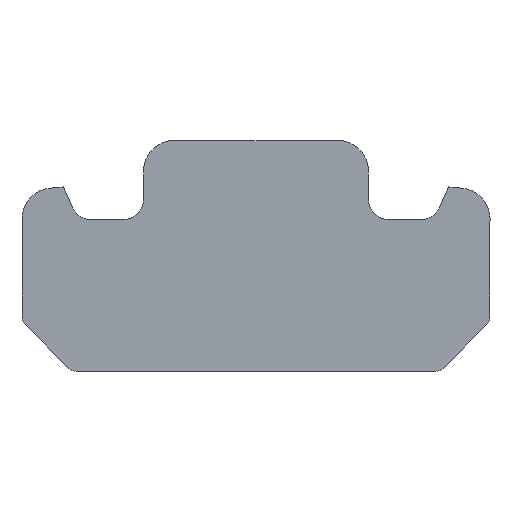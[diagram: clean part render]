
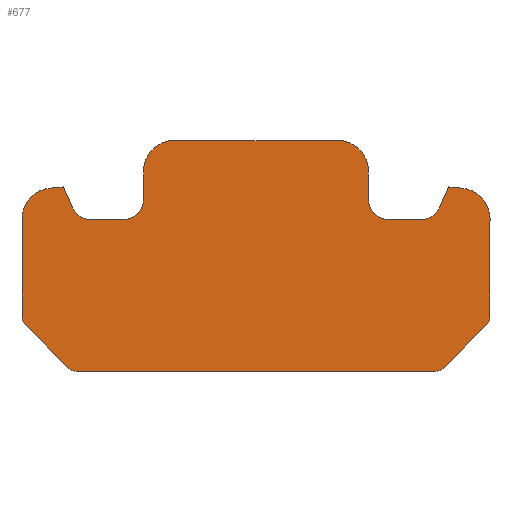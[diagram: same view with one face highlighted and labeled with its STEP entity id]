
A CAD part, front view. The second image highlights one B-rep face of the part: STEP entity #677.
In plain terms, the highlighted planar face has unit normal (0, -1, 0).
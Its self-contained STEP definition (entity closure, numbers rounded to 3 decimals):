
#30=PLANE('',#738);
#54=FACE_OUTER_BOUND('',#90,.T.);
#90=EDGE_LOOP('',(#472,#473,#474,#475,#476,#477,#478,#479,#480,#481,#482,
#483,#484,#485,#486,#487,#488,#489,#490,#491,#492,#493,#494,#495,#496,#497));
#129=LINE('',#1007,#202);
#132=LINE('',#1013,#205);
#133=LINE('',#1015,#206);
#134=LINE('',#1019,#207);
#135=LINE('',#1023,#208);
#136=LINE('',#1027,#209);
#137=LINE('',#1031,#210);
#138=LINE('',#1035,#211);
#139=LINE('',#1039,#212);
#140=LINE('',#1041,#213);
#141=LINE('',#1045,#214);
#142=LINE('',#1049,#215);
#143=LINE('',#1053,#216);
#144=LINE('',#1057,#217);
#202=VECTOR('',#808,10.);
#205=VECTOR('',#813,10.);
#206=VECTOR('',#814,10.);
#207=VECTOR('',#817,10.);
#208=VECTOR('',#820,10.);
#209=VECTOR('',#823,10.);
#210=VECTOR('',#826,10.);
#211=VECTOR('',#829,10.);
#212=VECTOR('',#832,10.);
#213=VECTOR('',#833,10.);
#214=VECTOR('',#836,10.);
#215=VECTOR('',#839,10.);
#216=VECTOR('',#842,10.);
#217=VECTOR('',#845,10.);
#274=CIRCLE('',#736,1.);
#275=CIRCLE('',#739,0.65);
#276=CIRCLE('',#740,0.65);
#277=CIRCLE('',#741,1.);
#278=CIRCLE('',#742,1.);
#279=CIRCLE('',#743,0.65);
#280=CIRCLE('',#744,0.65);
#281=CIRCLE('',#745,1.);
#282=CIRCLE('',#746,0.35);
#283=CIRCLE('',#747,0.35);
#284=CIRCLE('',#748,0.35);
#285=CIRCLE('',#749,0.35);
#301=VERTEX_POINT('',#1000);
#302=VERTEX_POINT('',#1002);
#303=VERTEX_POINT('',#1006);
#305=VERTEX_POINT('',#1012);
#306=VERTEX_POINT('',#1014);
#307=VERTEX_POINT('',#1016);
#308=VERTEX_POINT('',#1018);
#309=VERTEX_POINT('',#1020);
#310=VERTEX_POINT('',#1022);
#311=VERTEX_POINT('',#1024);
#312=VERTEX_POINT('',#1026);
#313=VERTEX_POINT('',#1028);
#314=VERTEX_POINT('',#1030);
#315=VERTEX_POINT('',#1032);
#316=VERTEX_POINT('',#1034);
#317=VERTEX_POINT('',#1036);
#318=VERTEX_POINT('',#1038);
#319=VERTEX_POINT('',#1040);
#320=VERTEX_POINT('',#1042);
#321=VERTEX_POINT('',#1044);
#322=VERTEX_POINT('',#1046);
#323=VERTEX_POINT('',#1048);
#324=VERTEX_POINT('',#1050);
#325=VERTEX_POINT('',#1052);
#326=VERTEX_POINT('',#1054);
#327=VERTEX_POINT('',#1056);
#367=EDGE_CURVE('',#301,#302,#274,.T.);
#369=EDGE_CURVE('',#303,#302,#129,.T.);
#372=EDGE_CURVE('',#301,#305,#132,.T.);
#373=EDGE_CURVE('',#305,#306,#133,.T.);
#374=EDGE_CURVE('',#306,#307,#275,.T.);
#375=EDGE_CURVE('',#307,#308,#134,.T.);
#376=EDGE_CURVE('',#308,#309,#276,.T.);
#377=EDGE_CURVE('',#309,#310,#135,.T.);
#378=EDGE_CURVE('',#311,#310,#277,.T.);
#379=EDGE_CURVE('',#311,#312,#136,.T.);
#380=EDGE_CURVE('',#313,#312,#278,.T.);
#381=EDGE_CURVE('',#313,#314,#137,.T.);
#382=EDGE_CURVE('',#314,#315,#279,.T.);
#383=EDGE_CURVE('',#315,#316,#138,.T.);
#384=EDGE_CURVE('',#316,#317,#280,.T.);
#385=EDGE_CURVE('',#317,#318,#139,.T.);
#386=EDGE_CURVE('',#318,#319,#140,.T.);
#387=EDGE_CURVE('',#320,#319,#281,.T.);
#388=EDGE_CURVE('',#320,#321,#141,.T.);
#389=EDGE_CURVE('',#321,#322,#282,.T.);
#390=EDGE_CURVE('',#322,#323,#142,.T.);
#391=EDGE_CURVE('',#323,#324,#283,.T.);
#392=EDGE_CURVE('',#324,#325,#143,.T.);
#393=EDGE_CURVE('',#325,#326,#284,.T.);
#394=EDGE_CURVE('',#326,#327,#144,.T.);
#395=EDGE_CURVE('',#327,#303,#285,.T.);
#472=ORIENTED_EDGE('',*,*,#367,.F.);
#473=ORIENTED_EDGE('',*,*,#372,.T.);
#474=ORIENTED_EDGE('',*,*,#373,.T.);
#475=ORIENTED_EDGE('',*,*,#374,.T.);
#476=ORIENTED_EDGE('',*,*,#375,.T.);
#477=ORIENTED_EDGE('',*,*,#376,.T.);
#478=ORIENTED_EDGE('',*,*,#377,.T.);
#479=ORIENTED_EDGE('',*,*,#378,.F.);
#480=ORIENTED_EDGE('',*,*,#379,.T.);
#481=ORIENTED_EDGE('',*,*,#380,.F.);
#482=ORIENTED_EDGE('',*,*,#381,.T.);
#483=ORIENTED_EDGE('',*,*,#382,.T.);
#484=ORIENTED_EDGE('',*,*,#383,.T.);
#485=ORIENTED_EDGE('',*,*,#384,.T.);
#486=ORIENTED_EDGE('',*,*,#385,.T.);
#487=ORIENTED_EDGE('',*,*,#386,.T.);
#488=ORIENTED_EDGE('',*,*,#387,.F.);
#489=ORIENTED_EDGE('',*,*,#388,.T.);
#490=ORIENTED_EDGE('',*,*,#389,.T.);
#491=ORIENTED_EDGE('',*,*,#390,.T.);
#492=ORIENTED_EDGE('',*,*,#391,.T.);
#493=ORIENTED_EDGE('',*,*,#392,.T.);
#494=ORIENTED_EDGE('',*,*,#393,.T.);
#495=ORIENTED_EDGE('',*,*,#394,.T.);
#496=ORIENTED_EDGE('',*,*,#395,.T.);
#497=ORIENTED_EDGE('',*,*,#369,.T.);
#677=ADVANCED_FACE('',(#54),#30,.F.);
#736=AXIS2_PLACEMENT_3D('',#1003,#803,#804);
#738=AXIS2_PLACEMENT_3D('',#1011,#811,#812);
#739=AXIS2_PLACEMENT_3D('',#1017,#815,#816);
#740=AXIS2_PLACEMENT_3D('',#1021,#818,#819);
#741=AXIS2_PLACEMENT_3D('',#1025,#821,#822);
#742=AXIS2_PLACEMENT_3D('',#1029,#824,#825);
#743=AXIS2_PLACEMENT_3D('',#1033,#827,#828);
#744=AXIS2_PLACEMENT_3D('',#1037,#830,#831);
#745=AXIS2_PLACEMENT_3D('',#1043,#834,#835);
#746=AXIS2_PLACEMENT_3D('',#1047,#837,#838);
#747=AXIS2_PLACEMENT_3D('',#1051,#840,#841);
#748=AXIS2_PLACEMENT_3D('',#1055,#843,#844);
#749=AXIS2_PLACEMENT_3D('',#1058,#846,#847);
#803=DIRECTION('center_axis',(0.,1.,0.));
#804=DIRECTION('ref_axis',(0.741,0.,0.671));
#808=DIRECTION('',(0.,0.,1.));
#811=DIRECTION('center_axis',(0.,1.,0.));
#812=DIRECTION('ref_axis',(0.,0.,1.));
#813=DIRECTION('',(-0.995,0.,0.1));
#814=DIRECTION('',(-0.414,0.,-0.91));
#815=DIRECTION('center_axis',(0.,1.,0.));
#816=DIRECTION('ref_axis',(-0.91,0.,0.414));
#817=DIRECTION('',(-1.,0.,0.));
#818=DIRECTION('center_axis',(0.,1.,0.));
#819=DIRECTION('ref_axis',(0.,0.,1.));
#820=DIRECTION('',(0.,0.,1.));
#821=DIRECTION('center_axis',(0.,1.,0.));
#822=DIRECTION('ref_axis',(0.707,0.,0.707));
#823=DIRECTION('',(-1.,0.,0.));
#824=DIRECTION('center_axis',(0.,1.,0.));
#825=DIRECTION('ref_axis',(-0.707,0.,0.707));
#826=DIRECTION('',(0.,0.,-1.));
#827=DIRECTION('center_axis',(0.,1.,0.));
#828=DIRECTION('ref_axis',(-1.,0.,0.));
#829=DIRECTION('',(-1.,0.,0.));
#830=DIRECTION('center_axis',(0.,1.,0.));
#831=DIRECTION('ref_axis',(0.,0.,1.));
#832=DIRECTION('',(-0.414,0.,0.91));
#833=DIRECTION('',(-0.995,0.,-0.1));
#834=DIRECTION('center_axis',(0.,1.,0.));
#835=DIRECTION('ref_axis',(-0.741,0.,0.671));
#836=DIRECTION('',(0.,0.,-1.));
#837=DIRECTION('center_axis',(0.,-1.,0.));
#838=DIRECTION('ref_axis',(-0.707,0.,-0.707));
#839=DIRECTION('',(0.707,0.,-0.707));
#840=DIRECTION('center_axis',(0.,-1.,0.));
#841=DIRECTION('ref_axis',(0.,0.,-1.));
#842=DIRECTION('',(1.,0.,0.));
#843=DIRECTION('center_axis',(0.,-1.,0.));
#844=DIRECTION('ref_axis',(0.707,0.,-0.707));
#845=DIRECTION('',(0.707,0.,0.707));
#846=DIRECTION('center_axis',(0.,-1.,0.));
#847=DIRECTION('ref_axis',(1.,0.,0.));
#1000=CARTESIAN_POINT('',(6.8,-5.,-6.572));
#1002=CARTESIAN_POINT('',(7.7,-5.,-7.567));
#1003=CARTESIAN_POINT('Origin',(6.7,-5.,-7.567));
#1006=CARTESIAN_POINT('',(7.7,-5.,-10.812));
#1007=CARTESIAN_POINT('',(7.7,-5.,-6.662));
#1011=CARTESIAN_POINT('Origin',(0.,-5.,-8.8));
#1012=CARTESIAN_POINT('',(6.345,-5.,-6.527));
#1013=CARTESIAN_POINT('',(6.345,-5.,-6.527));
#1014=CARTESIAN_POINT('',(6.031,-5.,-7.219));
#1015=CARTESIAN_POINT('',(6.031,-5.,-7.219));
#1016=CARTESIAN_POINT('',(5.439,-5.,-7.6));
#1017=CARTESIAN_POINT('Origin',(5.439,-5.,-6.95));
#1018=CARTESIAN_POINT('',(4.35,-5.,-7.6));
#1019=CARTESIAN_POINT('',(4.35,-5.,-7.6));
#1020=CARTESIAN_POINT('',(3.7,-5.,-6.95));
#1021=CARTESIAN_POINT('Origin',(4.35,-5.,-6.95));
#1022=CARTESIAN_POINT('',(3.7,-5.,-6.));
#1023=CARTESIAN_POINT('',(3.7,-5.,-5.));
#1024=CARTESIAN_POINT('',(2.7,-5.,-5.));
#1025=CARTESIAN_POINT('Origin',(2.7,-5.,-6.));
#1026=CARTESIAN_POINT('',(-2.7,-5.,-5.));
#1027=CARTESIAN_POINT('',(-3.7,-5.,-5.));
#1028=CARTESIAN_POINT('',(-3.7,-5.,-6.));
#1029=CARTESIAN_POINT('Origin',(-2.7,-5.,-6.));
#1030=CARTESIAN_POINT('',(-3.7,-5.,-6.95));
#1031=CARTESIAN_POINT('',(-3.7,-5.,-6.95));
#1032=CARTESIAN_POINT('',(-4.35,-5.,-7.6));
#1033=CARTESIAN_POINT('Origin',(-4.35,-5.,-6.95));
#1034=CARTESIAN_POINT('',(-5.439,-5.,-7.6));
#1035=CARTESIAN_POINT('',(-5.439,-5.,-7.6));
#1036=CARTESIAN_POINT('',(-6.031,-5.,-7.219));
#1037=CARTESIAN_POINT('Origin',(-5.439,-5.,-6.95));
#1038=CARTESIAN_POINT('',(-6.345,-5.,-6.527));
#1039=CARTESIAN_POINT('',(-6.345,-5.,-6.527));
#1040=CARTESIAN_POINT('',(-6.8,-5.,-6.572));
#1041=CARTESIAN_POINT('',(-7.7,-5.,-6.662));
#1042=CARTESIAN_POINT('',(-7.7,-5.,-7.567));
#1043=CARTESIAN_POINT('Origin',(-6.7,-5.,-7.567));
#1044=CARTESIAN_POINT('',(-7.7,-5.,-10.812));
#1045=CARTESIAN_POINT('',(-7.7,-5.,-10.812));
#1046=CARTESIAN_POINT('',(-7.597,-5.,-11.059));
#1047=CARTESIAN_POINT('Origin',(-7.35,-5.,-10.812));
#1048=CARTESIAN_POINT('',(-6.159,-5.,-12.497));
#1049=CARTESIAN_POINT('',(-6.159,-5.,-12.497));
#1050=CARTESIAN_POINT('',(-5.912,-5.,-12.6));
#1051=CARTESIAN_POINT('Origin',(-5.912,-5.,-12.25));
#1052=CARTESIAN_POINT('',(5.912,-5.,-12.6));
#1053=CARTESIAN_POINT('',(5.912,-5.,-12.6));
#1054=CARTESIAN_POINT('',(6.159,-5.,-12.497));
#1055=CARTESIAN_POINT('Origin',(5.912,-5.,-12.25));
#1056=CARTESIAN_POINT('',(7.597,-5.,-11.059));
#1057=CARTESIAN_POINT('',(7.597,-5.,-11.059));
#1058=CARTESIAN_POINT('Origin',(7.35,-5.,-10.812));
